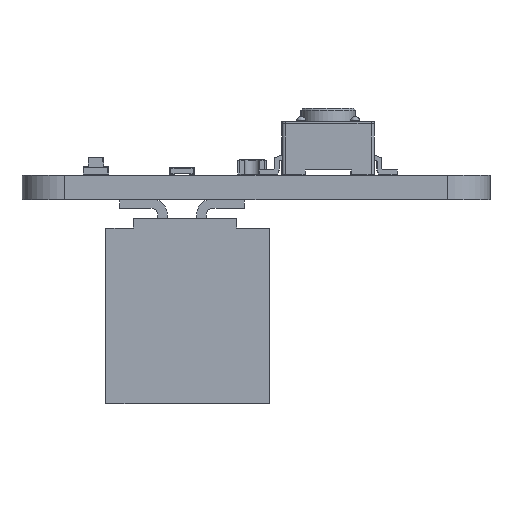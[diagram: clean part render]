
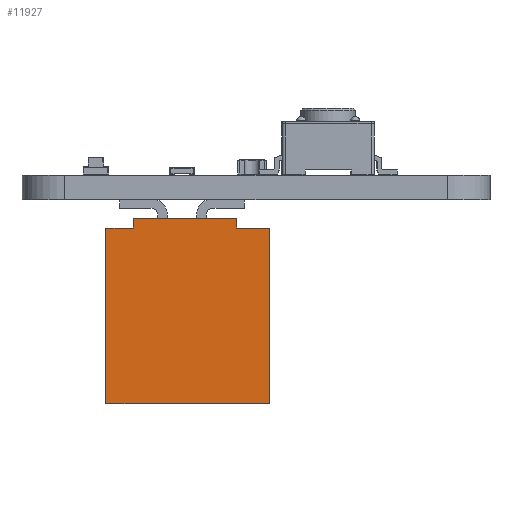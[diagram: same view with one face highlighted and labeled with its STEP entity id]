
A CAD part, left-side view. The second image highlights one B-rep face of the part: STEP entity #11927.
In plain terms, the highlighted face is planar.
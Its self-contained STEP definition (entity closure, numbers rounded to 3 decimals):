
#6912 = PLANE('',#6913);
#6913 = AXIS2_PLACEMENT_3D('',#6914,#6915,#6916);
#6914 = CARTESIAN_POINT('',(-13.716,-5.715,5.334));
#6915 = DIRECTION('',(0.,-1.,0.));
#6916 = DIRECTION('',(0.,0.,-1.));
#7047 = PLANE('',#7048);
#7048 = AXIS2_PLACEMENT_3D('',#7049,#7050,#7051);
#7049 = CARTESIAN_POINT('',(-13.716,-5.715,-5.334));
#7050 = DIRECTION('',(0.,0.,-1.));
#7051 = DIRECTION('',(0.,1.,0.));
#7075 = PLANE('',#7076);
#7076 = AXIS2_PLACEMENT_3D('',#7077,#7078,#7079);
#7077 = CARTESIAN_POINT('',(-13.716,5.715,-5.334));
#7078 = DIRECTION('',(0.,1.,0.));
#7079 = DIRECTION('',(0.,0.,1.));
#7101 = PLANE('',#7102);
#7102 = AXIS2_PLACEMENT_3D('',#7103,#7104,#7105);
#7103 = CARTESIAN_POINT('',(-13.716,5.715,5.334));
#7104 = DIRECTION('',(0.,0.,1.));
#7105 = DIRECTION('',(0.,-1.,0.));
#7118 = VERTEX_POINT('',#7119);
#7119 = CARTESIAN_POINT('',(13.716,-5.715,-5.334));
#7140 = EDGE_CURVE('',#7141,#7118,#7143,.T.);
#7141 = VERTEX_POINT('',#7142);
#7142 = CARTESIAN_POINT('',(13.716,-5.715,-3.557));
#7143 = SURFACE_CURVE('',#7144,(#7148,#7155),.PCURVE_S1.);
#7144 = LINE('',#7145,#7146);
#7145 = CARTESIAN_POINT('',(13.716,-5.715,-3.557));
#7146 = VECTOR('',#7147,1.);
#7147 = DIRECTION('',(0.,0.,-1.));
#7148 = PCURVE('',#6912,#7149);
#7149 = DEFINITIONAL_REPRESENTATION('',(#7150),#7154);
#7150 = LINE('',#7151,#7152);
#7151 = CARTESIAN_POINT('',(8.891,27.432));
#7152 = VECTOR('',#7153,1.);
#7153 = DIRECTION('',(1.,0.));
#7154 = ( GEOMETRIC_REPRESENTATION_CONTEXT(2) 
PARAMETRIC_REPRESENTATION_CONTEXT() REPRESENTATION_CONTEXT('2D SPACE',''
  ) );
#7155 = PCURVE('',#7156,#7161);
#7156 = PLANE('',#7157);
#7157 = AXIS2_PLACEMENT_3D('',#7158,#7159,#7160);
#7158 = CARTESIAN_POINT('',(13.716,0.,0.));
#7159 = DIRECTION('',(1.,0.,0.));
#7160 = DIRECTION('',(0.,0.,-1.));
#7161 = DEFINITIONAL_REPRESENTATION('',(#7162),#7166);
#7162 = LINE('',#7163,#7164);
#7163 = CARTESIAN_POINT('',(3.557,-5.715));
#7164 = VECTOR('',#7165,1.);
#7165 = DIRECTION('',(1.,0.));
#7166 = ( GEOMETRIC_REPRESENTATION_CONTEXT(2) 
PARAMETRIC_REPRESENTATION_CONTEXT() REPRESENTATION_CONTEXT('2D SPACE',''
  ) );
#7184 = PLANE('',#7185);
#7185 = AXIS2_PLACEMENT_3D('',#7186,#7187,#7188);
#7186 = CARTESIAN_POINT('',(0.,0.,-3.557));
#7187 = DIRECTION('',(0.,0.,1.));
#7188 = DIRECTION('',(1.,0.,0.));
#7225 = VERTEX_POINT('',#7226);
#7226 = CARTESIAN_POINT('',(13.716,-5.715,3.174));
#7240 = PLANE('',#7241);
#7241 = AXIS2_PLACEMENT_3D('',#7242,#7243,#7244);
#7242 = CARTESIAN_POINT('',(0.,0.,3.174));
#7243 = DIRECTION('',(0.,0.,1.));
#7244 = DIRECTION('',(1.,0.,0.));
#7252 = EDGE_CURVE('',#7253,#7225,#7255,.T.);
#7253 = VERTEX_POINT('',#7254);
#7254 = CARTESIAN_POINT('',(13.716,-5.715,5.334));
#7255 = SURFACE_CURVE('',#7256,(#7260,#7267),.PCURVE_S1.);
#7256 = LINE('',#7257,#7258);
#7257 = CARTESIAN_POINT('',(13.716,-5.715,5.334));
#7258 = VECTOR('',#7259,1.);
#7259 = DIRECTION('',(0.,0.,-1.));
#7260 = PCURVE('',#6912,#7261);
#7261 = DEFINITIONAL_REPRESENTATION('',(#7262),#7266);
#7262 = LINE('',#7263,#7264);
#7263 = CARTESIAN_POINT('',(0.,27.432));
#7264 = VECTOR('',#7265,1.);
#7265 = DIRECTION('',(1.,0.));
#7266 = ( GEOMETRIC_REPRESENTATION_CONTEXT(2) 
PARAMETRIC_REPRESENTATION_CONTEXT() REPRESENTATION_CONTEXT('2D SPACE',''
  ) );
#7267 = PCURVE('',#7156,#7268);
#7268 = DEFINITIONAL_REPRESENTATION('',(#7269),#7273);
#7269 = LINE('',#7270,#7271);
#7270 = CARTESIAN_POINT('',(-5.334,-5.715));
#7271 = VECTOR('',#7272,1.);
#7272 = DIRECTION('',(1.,0.));
#7273 = ( GEOMETRIC_REPRESENTATION_CONTEXT(2) 
PARAMETRIC_REPRESENTATION_CONTEXT() REPRESENTATION_CONTEXT('2D SPACE',''
  ) );
#10403 = VERTEX_POINT('',#10404);
#10404 = CARTESIAN_POINT('',(13.716,-6.35,-3.557));
#10418 = PLANE('',#10419);
#10419 = AXIS2_PLACEMENT_3D('',#10420,#10421,#10422);
#10420 = CARTESIAN_POINT('',(12.7,-6.35,-3.557));
#10421 = DIRECTION('',(0.,-1.,0.));
#10422 = DIRECTION('',(1.,0.,0.));
#10430 = EDGE_CURVE('',#10403,#7141,#10431,.T.);
#10431 = SURFACE_CURVE('',#10432,(#10436,#10443),.PCURVE_S1.);
#10432 = LINE('',#10433,#10434);
#10433 = CARTESIAN_POINT('',(13.716,-6.35,-3.557));
#10434 = VECTOR('',#10435,1.);
#10435 = DIRECTION('',(0.,1.,0.));
#10436 = PCURVE('',#7184,#10437);
#10437 = DEFINITIONAL_REPRESENTATION('',(#10438),#10442);
#10438 = LINE('',#10439,#10440);
#10439 = CARTESIAN_POINT('',(13.716,-6.35));
#10440 = VECTOR('',#10441,1.);
#10441 = DIRECTION('',(0.,1.));
#10442 = ( GEOMETRIC_REPRESENTATION_CONTEXT(2) 
PARAMETRIC_REPRESENTATION_CONTEXT() REPRESENTATION_CONTEXT('2D SPACE',''
  ) );
#10443 = PCURVE('',#7156,#10444);
#10444 = DEFINITIONAL_REPRESENTATION('',(#10445),#10449);
#10445 = LINE('',#10446,#10447);
#10446 = CARTESIAN_POINT('',(3.557,-6.35));
#10447 = VECTOR('',#10448,1.);
#10448 = DIRECTION('',(0.,1.));
#10449 = ( GEOMETRIC_REPRESENTATION_CONTEXT(2) 
PARAMETRIC_REPRESENTATION_CONTEXT() REPRESENTATION_CONTEXT('2D SPACE',''
  ) );
#11238 = VERTEX_POINT('',#11239);
#11239 = CARTESIAN_POINT('',(13.716,-6.35,3.174));
#11260 = EDGE_CURVE('',#11238,#7225,#11261,.T.);
#11261 = SURFACE_CURVE('',#11262,(#11266,#11273),.PCURVE_S1.);
#11262 = LINE('',#11263,#11264);
#11263 = CARTESIAN_POINT('',(13.716,-6.35,3.174));
#11264 = VECTOR('',#11265,1.);
#11265 = DIRECTION('',(0.,1.,0.));
#11266 = PCURVE('',#7240,#11267);
#11267 = DEFINITIONAL_REPRESENTATION('',(#11268),#11272);
#11268 = LINE('',#11269,#11270);
#11269 = CARTESIAN_POINT('',(13.716,-6.35));
#11270 = VECTOR('',#11271,1.);
#11271 = DIRECTION('',(0.,1.));
#11272 = ( GEOMETRIC_REPRESENTATION_CONTEXT(2) 
PARAMETRIC_REPRESENTATION_CONTEXT() REPRESENTATION_CONTEXT('2D SPACE',''
  ) );
#11273 = PCURVE('',#7156,#11274);
#11274 = DEFINITIONAL_REPRESENTATION('',(#11275),#11279);
#11275 = LINE('',#11276,#11277);
#11276 = CARTESIAN_POINT('',(-3.174,-6.35));
#11277 = VECTOR('',#11278,1.);
#11278 = DIRECTION('',(0.,1.));
#11279 = ( GEOMETRIC_REPRESENTATION_CONTEXT(2) 
PARAMETRIC_REPRESENTATION_CONTEXT() REPRESENTATION_CONTEXT('2D SPACE',''
  ) );
#11927 = ADVANCED_FACE('',(#11928),#7156,.T.);
#11928 = FACE_BOUND('',#11929,.T.);
#11929 = EDGE_LOOP('',(#11930,#11953,#11976,#11997,#11998,#11999,#12020,
    #12021));
#11930 = ORIENTED_EDGE('',*,*,#11931,.T.);
#11931 = EDGE_CURVE('',#7118,#11932,#11934,.T.);
#11932 = VERTEX_POINT('',#11933);
#11933 = CARTESIAN_POINT('',(13.716,5.715,-5.334));
#11934 = SURFACE_CURVE('',#11935,(#11939,#11946),.PCURVE_S1.);
#11935 = LINE('',#11936,#11937);
#11936 = CARTESIAN_POINT('',(13.716,-5.715,-5.334));
#11937 = VECTOR('',#11938,1.);
#11938 = DIRECTION('',(0.,1.,0.));
#11939 = PCURVE('',#7156,#11940);
#11940 = DEFINITIONAL_REPRESENTATION('',(#11941),#11945);
#11941 = LINE('',#11942,#11943);
#11942 = CARTESIAN_POINT('',(5.334,-5.715));
#11943 = VECTOR('',#11944,1.);
#11944 = DIRECTION('',(0.,1.));
#11945 = ( GEOMETRIC_REPRESENTATION_CONTEXT(2) 
PARAMETRIC_REPRESENTATION_CONTEXT() REPRESENTATION_CONTEXT('2D SPACE',''
  ) );
#11946 = PCURVE('',#7047,#11947);
#11947 = DEFINITIONAL_REPRESENTATION('',(#11948),#11952);
#11948 = LINE('',#11949,#11950);
#11949 = CARTESIAN_POINT('',(0.,27.432));
#11950 = VECTOR('',#11951,1.);
#11951 = DIRECTION('',(1.,0.));
#11952 = ( GEOMETRIC_REPRESENTATION_CONTEXT(2) 
PARAMETRIC_REPRESENTATION_CONTEXT() REPRESENTATION_CONTEXT('2D SPACE',''
  ) );
#11953 = ORIENTED_EDGE('',*,*,#11954,.T.);
#11954 = EDGE_CURVE('',#11932,#11955,#11957,.T.);
#11955 = VERTEX_POINT('',#11956);
#11956 = CARTESIAN_POINT('',(13.716,5.715,5.334));
#11957 = SURFACE_CURVE('',#11958,(#11962,#11969),.PCURVE_S1.);
#11958 = LINE('',#11959,#11960);
#11959 = CARTESIAN_POINT('',(13.716,5.715,-5.334));
#11960 = VECTOR('',#11961,1.);
#11961 = DIRECTION('',(0.,0.,1.));
#11962 = PCURVE('',#7156,#11963);
#11963 = DEFINITIONAL_REPRESENTATION('',(#11964),#11968);
#11964 = LINE('',#11965,#11966);
#11965 = CARTESIAN_POINT('',(5.334,5.715));
#11966 = VECTOR('',#11967,1.);
#11967 = DIRECTION('',(-1.,0.));
#11968 = ( GEOMETRIC_REPRESENTATION_CONTEXT(2) 
PARAMETRIC_REPRESENTATION_CONTEXT() REPRESENTATION_CONTEXT('2D SPACE',''
  ) );
#11969 = PCURVE('',#7075,#11970);
#11970 = DEFINITIONAL_REPRESENTATION('',(#11971),#11975);
#11971 = LINE('',#11972,#11973);
#11972 = CARTESIAN_POINT('',(0.,27.432));
#11973 = VECTOR('',#11974,1.);
#11974 = DIRECTION('',(1.,0.));
#11975 = ( GEOMETRIC_REPRESENTATION_CONTEXT(2) 
PARAMETRIC_REPRESENTATION_CONTEXT() REPRESENTATION_CONTEXT('2D SPACE',''
  ) );
#11976 = ORIENTED_EDGE('',*,*,#11977,.T.);
#11977 = EDGE_CURVE('',#11955,#7253,#11978,.T.);
#11978 = SURFACE_CURVE('',#11979,(#11983,#11990),.PCURVE_S1.);
#11979 = LINE('',#11980,#11981);
#11980 = CARTESIAN_POINT('',(13.716,5.715,5.334));
#11981 = VECTOR('',#11982,1.);
#11982 = DIRECTION('',(0.,-1.,0.));
#11983 = PCURVE('',#7156,#11984);
#11984 = DEFINITIONAL_REPRESENTATION('',(#11985),#11989);
#11985 = LINE('',#11986,#11987);
#11986 = CARTESIAN_POINT('',(-5.334,5.715));
#11987 = VECTOR('',#11988,1.);
#11988 = DIRECTION('',(0.,-1.));
#11989 = ( GEOMETRIC_REPRESENTATION_CONTEXT(2) 
PARAMETRIC_REPRESENTATION_CONTEXT() REPRESENTATION_CONTEXT('2D SPACE',''
  ) );
#11990 = PCURVE('',#7101,#11991);
#11991 = DEFINITIONAL_REPRESENTATION('',(#11992),#11996);
#11992 = LINE('',#11993,#11994);
#11993 = CARTESIAN_POINT('',(0.,27.432));
#11994 = VECTOR('',#11995,1.);
#11995 = DIRECTION('',(1.,0.));
#11996 = ( GEOMETRIC_REPRESENTATION_CONTEXT(2) 
PARAMETRIC_REPRESENTATION_CONTEXT() REPRESENTATION_CONTEXT('2D SPACE',''
  ) );
#11997 = ORIENTED_EDGE('',*,*,#7252,.T.);
#11998 = ORIENTED_EDGE('',*,*,#11260,.F.);
#11999 = ORIENTED_EDGE('',*,*,#12000,.F.);
#12000 = EDGE_CURVE('',#10403,#11238,#12001,.T.);
#12001 = SURFACE_CURVE('',#12002,(#12006,#12013),.PCURVE_S1.);
#12002 = LINE('',#12003,#12004);
#12003 = CARTESIAN_POINT('',(13.716,-6.35,-3.557));
#12004 = VECTOR('',#12005,1.);
#12005 = DIRECTION('',(0.,0.,1.));
#12006 = PCURVE('',#7156,#12007);
#12007 = DEFINITIONAL_REPRESENTATION('',(#12008),#12012);
#12008 = LINE('',#12009,#12010);
#12009 = CARTESIAN_POINT('',(3.557,-6.35));
#12010 = VECTOR('',#12011,1.);
#12011 = DIRECTION('',(-1.,0.));
#12012 = ( GEOMETRIC_REPRESENTATION_CONTEXT(2) 
PARAMETRIC_REPRESENTATION_CONTEXT() REPRESENTATION_CONTEXT('2D SPACE',''
  ) );
#12013 = PCURVE('',#10418,#12014);
#12014 = DEFINITIONAL_REPRESENTATION('',(#12015),#12019);
#12015 = LINE('',#12016,#12017);
#12016 = CARTESIAN_POINT('',(1.016,0.));
#12017 = VECTOR('',#12018,1.);
#12018 = DIRECTION('',(0.,1.));
#12019 = ( GEOMETRIC_REPRESENTATION_CONTEXT(2) 
PARAMETRIC_REPRESENTATION_CONTEXT() REPRESENTATION_CONTEXT('2D SPACE',''
  ) );
#12020 = ORIENTED_EDGE('',*,*,#10430,.T.);
#12021 = ORIENTED_EDGE('',*,*,#7140,.T.);
